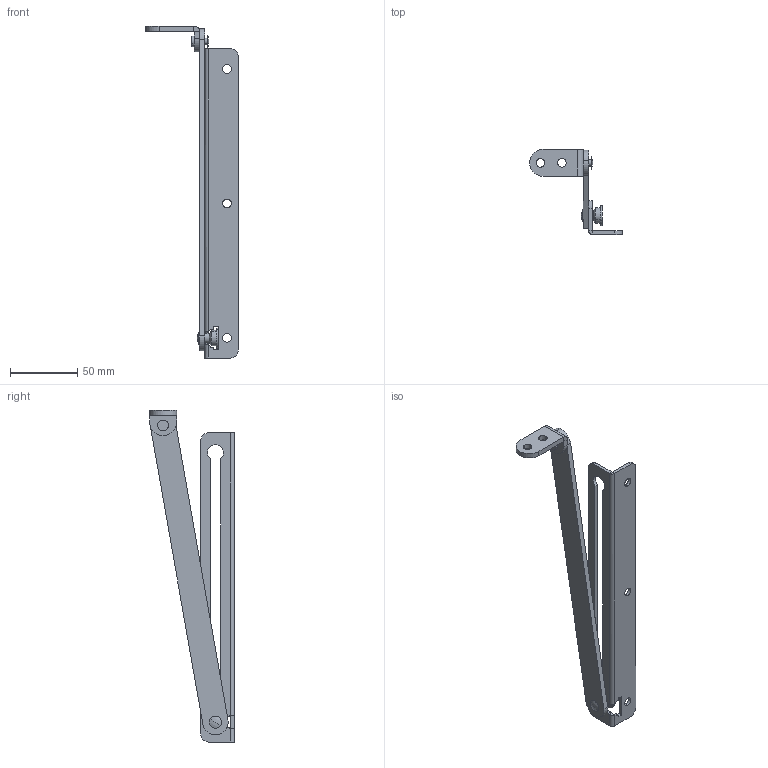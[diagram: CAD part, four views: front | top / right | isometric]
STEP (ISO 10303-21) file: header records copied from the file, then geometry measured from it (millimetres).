
FILE_DESCRIPTION (( 'STEP AP203' ), '1' );
FILE_NAME ('PM03.425.STEP', '2022-06-17T10:26:38', ( '' ), ( '' ), 'SwSTEP 2.0', 'SolidWorks 2021', '' );
FILE_SCHEMA (( 'CONFIG_CONTROL_DESIGN' ));
Length unit declared in the file: millimetre
Products named in the file (1): PM03.425
Bounding box: 69 x 63.01 x 247 mm (x, y, z)
Surface area: 34679.6 mm2 (no closed solid volume)
Topology: 0 solids, 9 shells, 104 faces, 275 edges, 179 vertices
Faces by surface type: cylinder 48, plane 46, sphere 6, bspline 2, cone 2
Entity records: 3374 total; most frequent: CARTESIAN_POINT 625, DIRECTION 597, ORIENTED_EDGE 516, EDGE_CURVE 275, AXIS2_PLACEMENT_3D 223, VERTEX_POINT 179, LINE 151, VECTOR 151
